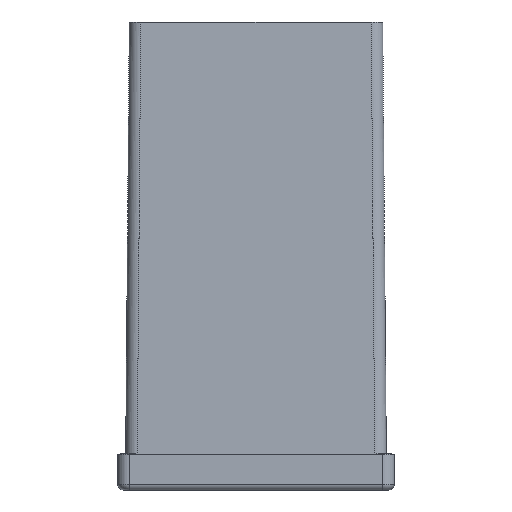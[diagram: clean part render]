
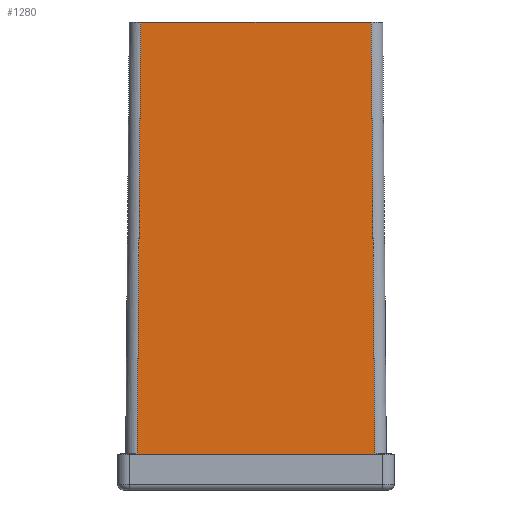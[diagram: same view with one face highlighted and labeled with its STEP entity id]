
A CAD part, front view. The second image highlights one B-rep face of the part: STEP entity #1280.
In plain terms, the highlighted planar face has unit normal (0, -1, 0.008).
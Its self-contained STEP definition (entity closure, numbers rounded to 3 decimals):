
#9 = LINE ( 'NONE', #1399, #808 ) ;
#23 = AXIS2_PLACEMENT_3D ( 'NONE', #703, #369, #1490 ) ;
#36 = FACE_OUTER_BOUND ( 'NONE', #71, .T. ) ;
#71 = EDGE_LOOP ( 'NONE', ( #1050, #1198, #1203, #346 ) ) ;
#138 = DIRECTION ( 'NONE',  ( 1., 0., 0. ) ) ;
#166 = VECTOR ( 'NONE', #896, 1000. ) ;
#346 = ORIENTED_EDGE ( 'NONE', *, *, #692, .T. ) ;
#352 = VERTEX_POINT ( 'NONE', #1955 ) ;
#369 = DIRECTION ( 'NONE',  ( 0., -1., 0.008 ) ) ;
#397 = VERTEX_POINT ( 'NONE', #1036 ) ;
#591 = VECTOR ( 'NONE', #138, 1000. ) ;
#592 = CARTESIAN_POINT ( 'NONE',  ( -41.249, -45.249, -150. ) ) ;
#692 = EDGE_CURVE ( 'NONE', #1135, #1683, #9, .T. ) ;
#699 = EDGE_CURVE ( 'NONE', #1683, #397, #1676, .T. ) ;
#703 = CARTESIAN_POINT ( 'NONE',  ( -44., -44., 0. ) ) ;
#776 = DIRECTION ( 'NONE',  ( -0.008, -0.008, -1. ) ) ;
#794 = DIRECTION ( 'NONE',  ( -0.008, 0.008, 1. ) ) ;
#808 = VECTOR ( 'NONE', #776, 1000. ) ;
#873 = VECTOR ( 'NONE', #794, 1000. ) ;
#896 = DIRECTION ( 'NONE',  ( 1., 0., 0. ) ) ;
#974 = CARTESIAN_POINT ( 'NONE',  ( 39.994, -43.994, 0.699 ) ) ;
#1036 = CARTESIAN_POINT ( 'NONE',  ( 41.249, -45.249, -150. ) ) ;
#1039 = EDGE_CURVE ( 'NONE', #1135, #352, #2047, .T. ) ;
#1050 = ORIENTED_EDGE ( 'NONE', *, *, #699, .T. ) ;
#1135 = VERTEX_POINT ( 'NONE', #1233 ) ;
#1173 = CARTESIAN_POINT ( 'NONE',  ( -44., -44., 0. ) ) ;
#1198 = ORIENTED_EDGE ( 'NONE', *, *, #1769, .T. ) ;
#1203 = ORIENTED_EDGE ( 'NONE', *, *, #1039, .F. ) ;
#1233 = CARTESIAN_POINT ( 'NONE',  ( -40., -44., 0. ) ) ;
#1280 = ADVANCED_FACE ( 'NONE', ( #36 ), #1307, .T. ) ;
#1307 = PLANE ( 'NONE',  #23 ) ;
#1399 = CARTESIAN_POINT ( 'NONE',  ( -40., -44., -0.033 ) ) ;
#1490 = DIRECTION ( 'NONE',  ( 0., -0.008, -1. ) ) ;
#1563 = CARTESIAN_POINT ( 'NONE',  ( -44., -45.249, -150. ) ) ;
#1676 = LINE ( 'NONE', #1563, #591 ) ;
#1683 = VERTEX_POINT ( 'NONE', #592 ) ;
#1769 = EDGE_CURVE ( 'NONE', #397, #352, #1926, .T. ) ;
#1926 = LINE ( 'NONE', #974, #873 ) ;
#1955 = CARTESIAN_POINT ( 'NONE',  ( 40., -44., 0. ) ) ;
#2047 = LINE ( 'NONE', #1173, #166 ) ;
